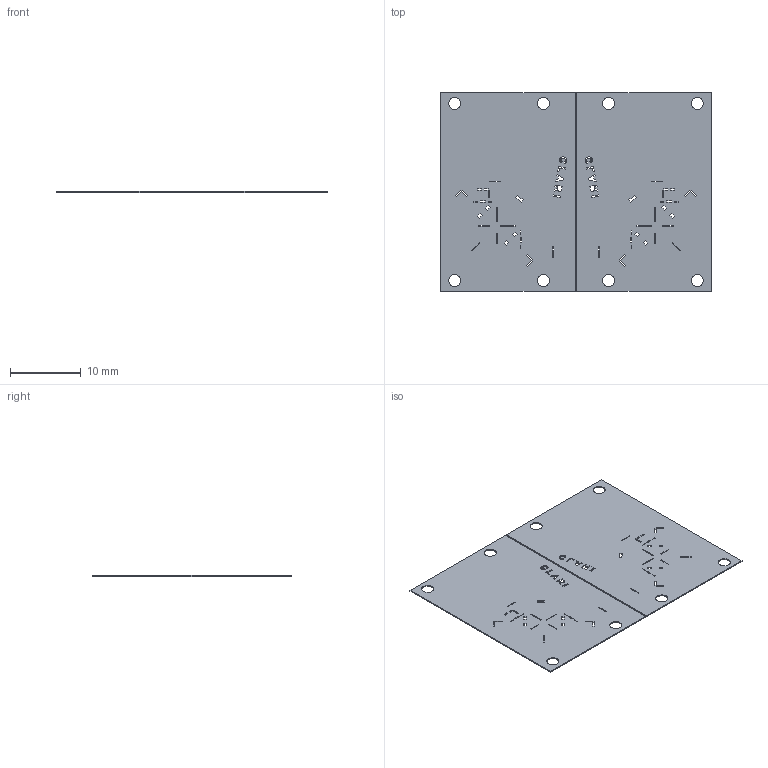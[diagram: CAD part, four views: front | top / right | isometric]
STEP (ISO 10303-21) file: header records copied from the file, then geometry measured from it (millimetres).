
FILE_DESCRIPTION(/* description */ (''),/* implementation_level */ '2;1');
FILE_NAME(/* name */ 'cut_joints_20210727.step',/* time_stamp */ '2021-07-27T20:48:18-06:00',/* author */ (''),/* organization */ (''),/* preprocessor_version */ 'ST-DEVELOPER v18.1',/* originating_system */ 'Autodesk Translation Framework v10.9.0.1377',/* authorisation */ '');
FILE_SCHEMA (('AUTOMOTIVE_DESIGN { 1 0 10303 214 3 1 1 }'));
Length unit declared in the file: millimetre
Products named in the file (3): a_Leg_2D_cut_20210727; FlexCutA; FlexCutB
Assembly tree (2 placements, depth 2):
  a_Leg_2D_cut_20210727
    FlexCutA
    FlexCutB
Bounding box: 38.2 x 28 x 0.15 mm (x, y, z)
Volume: 155.1 mm3; surface area: 2125 mm2
Topology: 2 solids, 2 shells, 328 faces, 972 edges, 636 vertices
Faces by surface type: plane 268, bspline 52, cylinder 8
Full cylindrical faces by diameter (mm): 1.7 x8
Entity records: 11581 total; most frequent: CARTESIAN_POINT 2825, ORIENTED_EDGE 1944, DIRECTION 1446, EDGE_CURVE 972, LINE 852, VECTOR 852, VERTEX_POINT 636, EDGE_LOOP 452
